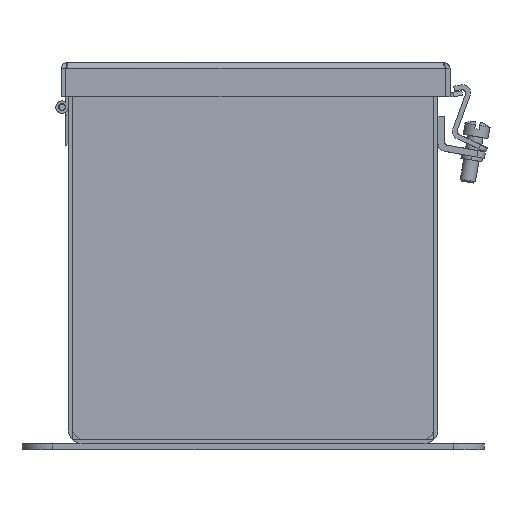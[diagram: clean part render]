
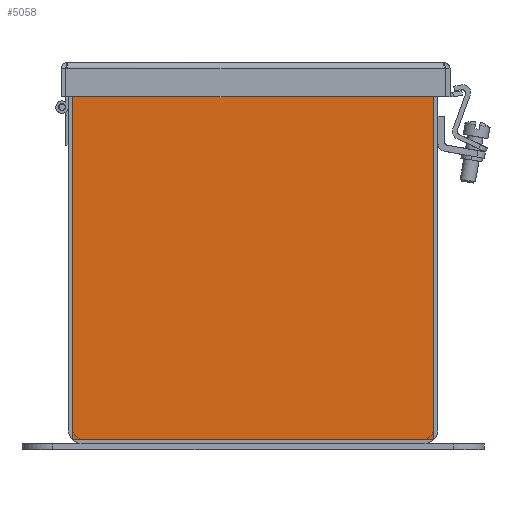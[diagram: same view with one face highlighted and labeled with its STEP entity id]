
A CAD part, left-side view. The second image highlights one B-rep face of the part: STEP entity #5058.
In plain terms, the highlighted planar face has unit normal (-1, 0, 0).
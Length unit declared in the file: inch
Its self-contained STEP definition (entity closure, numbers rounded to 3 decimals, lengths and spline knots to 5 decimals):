
#75 = CARTESIAN_POINT ( 'NONE',  ( -1.70918, -0.69145, 3.79059 ) ) ;
#157 = EDGE_CURVE ( 'NONE', #8112, #21040, #7328, .T. ) ;
#744 = VECTOR ( 'NONE', #19982, 39.37008 ) ;
#841 = VERTEX_POINT ( 'NONE', #32495 ) ;
#1358 = VERTEX_POINT ( 'NONE', #11286 ) ;
#1507 = DIRECTION ( 'NONE',  ( 1., 0., 0. ) ) ;
#1654 = CARTESIAN_POINT ( 'NONE',  ( -1.70918, 1.74875, -2.02996 ) ) ;
#2482 = ORIENTED_EDGE ( 'NONE', *, *, #4630, .T. ) ;
#3046 = CARTESIAN_POINT ( 'NONE',  ( -1.70918, 4.67475, -2.02996 ) ) ;
#3219 = LINE ( 'NONE', #13556, #27992 ) ;
#3449 = CARTESIAN_POINT ( 'NONE',  ( -1.70918, -0.69145, 3.79059 ) ) ;
#3578 = VERTEX_POINT ( 'NONE', #8704 ) ;
#3611 = VECTOR ( 'NONE', #23075, 39.37008 ) ;
#3978 = VERTEX_POINT ( 'NONE', #15179 ) ;
#4132 = VECTOR ( 'NONE', #12106, 39.37008 ) ;
#4630 = EDGE_CURVE ( 'NONE', #3578, #28827, #12109, .T. ) ;
#4728 = ORIENTED_EDGE ( 'NONE', *, *, #9660, .T. ) ;
#5058 = ADVANCED_FACE ( 'NONE', ( #21836 ), #27747, .F. ) ;
#5308 = VERTEX_POINT ( 'NONE', #15151 ) ;
#5984 = EDGE_CURVE ( 'NONE', #1358, #30616, #6538, .T. ) ;
#6538 = LINE ( 'NONE', #10806, #28763 ) ;
#6858 = CARTESIAN_POINT ( 'NONE',  ( -1.70918, 4.18895, 3.79059 ) ) ;
#6989 = DIRECTION ( 'NONE',  ( 0., 0., 1. ) ) ;
#7281 = ORIENTED_EDGE ( 'NONE', *, *, #25247, .F. ) ;
#7284 = CARTESIAN_POINT ( 'NONE',  ( -1.70918, 4.18875, 3.79059 ) ) ;
#7328 = LINE ( 'NONE', #20423, #30084 ) ;
#7598 = ORIENTED_EDGE ( 'NONE', *, *, #157, .F. ) ;
#8112 = VERTEX_POINT ( 'NONE', #3046 ) ;
#8192 = EDGE_CURVE ( 'NONE', #1358, #3978, #3219, .T. ) ;
#8704 = CARTESIAN_POINT ( 'NONE',  ( -1.70918, 4.18875, 3.79079 ) ) ;
#9196 = VECTOR ( 'NONE', #21791, 39.37008 ) ;
#9581 = CARTESIAN_POINT ( 'NONE',  ( -1.70918, 4.18875, 3.82204 ) ) ;
#9660 = EDGE_CURVE ( 'NONE', #841, #24771, #11208, .T. ) ;
#10280 = CARTESIAN_POINT ( 'NONE',  ( -1.70918, -1.17725, 0.89604 ) ) ;
#10751 = DIRECTION ( 'NONE',  ( 0., -1., 0. ) ) ;
#10806 = CARTESIAN_POINT ( 'NONE',  ( -1.70918, -0.69145, 3.82204 ) ) ;
#11208 = LINE ( 'NONE', #13443, #30791 ) ;
#11286 = CARTESIAN_POINT ( 'NONE',  ( -1.70918, -0.69145, 3.82204 ) ) ;
#11786 = DIRECTION ( 'NONE',  ( 0., 1., 0. ) ) ;
#11891 = VECTOR ( 'NONE', #25353, 39.37008 ) ;
#12106 = DIRECTION ( 'NONE',  ( 0., 1., 0. ) ) ;
#12109 = LINE ( 'NONE', #9581, #744 ) ;
#12588 = EDGE_CURVE ( 'NONE', #3578, #24771, #12634, .T. ) ;
#12634 = LINE ( 'NONE', #20986, #14534 ) ;
#12835 = LINE ( 'NONE', #10280, #30883 ) ;
#13443 = CARTESIAN_POINT ( 'NONE',  ( -1.70918, -0.69125, 3.79059 ) ) ;
#13556 = CARTESIAN_POINT ( 'NONE',  ( -1.70918, 1.74875, 3.82204 ) ) ;
#14278 = CARTESIAN_POINT ( 'NONE',  ( -1.70918, 4.18895, 3.79059 ) ) ;
#14534 = VECTOR ( 'NONE', #10751, 39.37008 ) ;
#14545 = EDGE_LOOP ( 'NONE', ( #26800, #4728, #32266, #2482, #22120, #31850, #18261, #7598, #7281, #21437, #27408, #14929 ) ) ;
#14929 = ORIENTED_EDGE ( 'NONE', *, *, #5984, .T. ) ;
#15151 = CARTESIAN_POINT ( 'NONE',  ( -1.70918, -1.17725, -2.02996 ) ) ;
#15179 = CARTESIAN_POINT ( 'NONE',  ( -1.70918, -1.17725, 3.82204 ) ) ;
#15730 = DIRECTION ( 'NONE',  ( 0., 0., -1. ) ) ;
#16742 = CARTESIAN_POINT ( 'NONE',  ( -1.70918, 1.74875, 0.89604 ) ) ;
#17049 = AXIS2_PLACEMENT_3D ( 'NONE', #16742, #1507, #11786 ) ;
#18261 = ORIENTED_EDGE ( 'NONE', *, *, #30475, .F. ) ;
#18665 = DIRECTION ( 'NONE',  ( 0., 0., -1. ) ) ;
#19982 = DIRECTION ( 'NONE',  ( 0., 0., -1. ) ) ;
#20136 = DIRECTION ( 'NONE',  ( 0., 0., 1. ) ) ;
#20423 = CARTESIAN_POINT ( 'NONE',  ( -1.70918, 4.67475, 0.89604 ) ) ;
#20986 = CARTESIAN_POINT ( 'NONE',  ( -1.70918, 1.74875, 3.79079 ) ) ;
#21040 = VERTEX_POINT ( 'NONE', #32809 ) ;
#21437 = ORIENTED_EDGE ( 'NONE', *, *, #32526, .F. ) ;
#21791 = DIRECTION ( 'NONE',  ( 0., 1., 0. ) ) ;
#21836 = FACE_OUTER_BOUND ( 'NONE', #14545, .T. ) ;
#22120 = ORIENTED_EDGE ( 'NONE', *, *, #30201, .T. ) ;
#22161 = LINE ( 'NONE', #1654, #11891 ) ;
#22455 = VERTEX_POINT ( 'NONE', #14278 ) ;
#22592 = CARTESIAN_POINT ( 'NONE',  ( -1.70918, 1.74875, 3.82204 ) ) ;
#23075 = DIRECTION ( 'NONE',  ( 0., -1., 0. ) ) ;
#24425 = EDGE_CURVE ( 'NONE', #22455, #28423, #25177, .T. ) ;
#24771 = VERTEX_POINT ( 'NONE', #30153 ) ;
#25027 = LINE ( 'NONE', #32445, #4132 ) ;
#25177 = LINE ( 'NONE', #6858, #32934 ) ;
#25247 = EDGE_CURVE ( 'NONE', #5308, #8112, #22161, .T. ) ;
#25353 = DIRECTION ( 'NONE',  ( 0., 1., 0. ) ) ;
#25812 = DIRECTION ( 'NONE',  ( 0., -1., 0. ) ) ;
#26042 = CARTESIAN_POINT ( 'NONE',  ( -1.70918, 4.18895, 3.82204 ) ) ;
#26186 = DIRECTION ( 'NONE',  ( 0., 0., 1. ) ) ;
#26800 = ORIENTED_EDGE ( 'NONE', *, *, #31875, .T. ) ;
#27408 = ORIENTED_EDGE ( 'NONE', *, *, #8192, .F. ) ;
#27747 = PLANE ( 'NONE',  #17049 ) ;
#27992 = VECTOR ( 'NONE', #25812, 39.37008 ) ;
#28423 = VERTEX_POINT ( 'NONE', #26042 ) ;
#28763 = VECTOR ( 'NONE', #18665, 39.37008 ) ;
#28827 = VERTEX_POINT ( 'NONE', #7284 ) ;
#29036 = LINE ( 'NONE', #3449, #9196 ) ;
#30084 = VECTOR ( 'NONE', #6989, 39.37008 ) ;
#30153 = CARTESIAN_POINT ( 'NONE',  ( -1.70918, -0.69125, 3.79079 ) ) ;
#30201 = EDGE_CURVE ( 'NONE', #28827, #22455, #25027, .T. ) ;
#30475 = EDGE_CURVE ( 'NONE', #21040, #28423, #33030, .T. ) ;
#30616 = VERTEX_POINT ( 'NONE', #75 ) ;
#30791 = VECTOR ( 'NONE', #26186, 39.37008 ) ;
#30883 = VECTOR ( 'NONE', #15730, 39.37008 ) ;
#31850 = ORIENTED_EDGE ( 'NONE', *, *, #24425, .T. ) ;
#31875 = EDGE_CURVE ( 'NONE', #30616, #841, #29036, .T. ) ;
#32266 = ORIENTED_EDGE ( 'NONE', *, *, #12588, .F. ) ;
#32445 = CARTESIAN_POINT ( 'NONE',  ( -1.70918, 4.18875, 3.79059 ) ) ;
#32495 = CARTESIAN_POINT ( 'NONE',  ( -1.70918, -0.69125, 3.79059 ) ) ;
#32526 = EDGE_CURVE ( 'NONE', #3978, #5308, #12835, .T. ) ;
#32809 = CARTESIAN_POINT ( 'NONE',  ( -1.70918, 4.67475, 3.82204 ) ) ;
#32934 = VECTOR ( 'NONE', #20136, 39.37008 ) ;
#33030 = LINE ( 'NONE', #22592, #3611 ) ;
